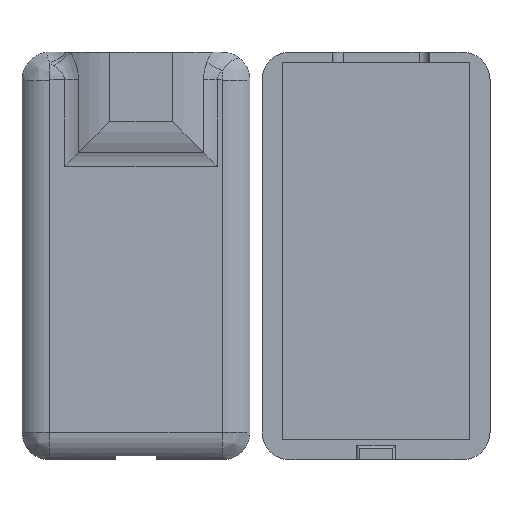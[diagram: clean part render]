
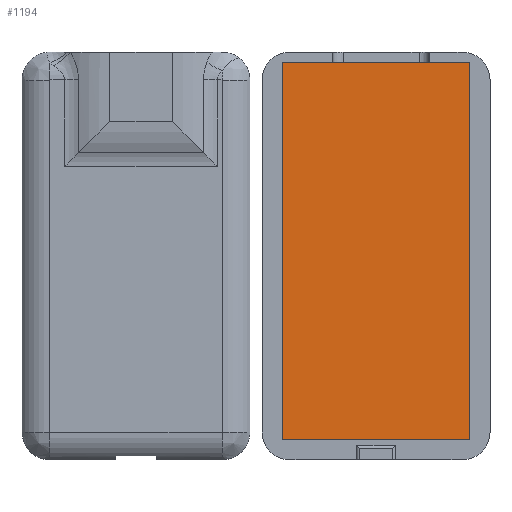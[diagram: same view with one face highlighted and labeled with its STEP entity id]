
A CAD part, top view. The second image highlights one B-rep face of the part: STEP entity #1194.
In plain terms, the highlighted planar face has unit normal (0, 0, 1).
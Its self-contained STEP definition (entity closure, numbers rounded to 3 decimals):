
#62=PLANE('',#1307);
#123=LINE('',#1885,#222);
#125=LINE('',#1889,#224);
#127=LINE('',#1893,#226);
#129=LINE('',#1896,#228);
#222=VECTOR('',#1536,10.);
#224=VECTOR('',#1540,10.);
#226=VECTOR('',#1544,10.);
#228=VECTOR('',#1548,10.);
#334=FACE_OUTER_BOUND('',#404,.T.);
#404=EDGE_LOOP('',(#951,#952,#953,#954));
#551=VERTEX_POINT('',#1882);
#552=VERTEX_POINT('',#1884);
#553=VERTEX_POINT('',#1888);
#554=VERTEX_POINT('',#1892);
#693=EDGE_CURVE('',#551,#552,#123,.T.);
#695=EDGE_CURVE('',#553,#552,#125,.T.);
#697=EDGE_CURVE('',#554,#553,#127,.T.);
#699=EDGE_CURVE('',#551,#554,#129,.T.);
#951=ORIENTED_EDGE('',*,*,#693,.F.);
#952=ORIENTED_EDGE('',*,*,#699,.T.);
#953=ORIENTED_EDGE('',*,*,#697,.T.);
#954=ORIENTED_EDGE('',*,*,#695,.T.);
#1194=ADVANCED_FACE('',(#334),#62,.T.);
#1307=AXIS2_PLACEMENT_3D('',#1895,#1546,#1547);
#1536=DIRECTION('',(1.,0.,0.));
#1540=DIRECTION('',(0.,1.,0.));
#1544=DIRECTION('',(1.,0.,0.));
#1546=DIRECTION('center_axis',(0.,0.,1.));
#1547=DIRECTION('ref_axis',(1.,0.,0.));
#1548=DIRECTION('',(0.,-1.,0.));
#1882=CARTESIAN_POINT('',(-0.25,37.,1.));
#1884=CARTESIAN_POINT('',(18.25,37.,1.));
#1885=CARTESIAN_POINT('',(-0.25,37.,1.));
#1888=CARTESIAN_POINT('',(18.25,-0.25,1.));
#1889=CARTESIAN_POINT('',(18.25,-0.25,1.));
#1892=CARTESIAN_POINT('',(-0.25,-0.25,1.));
#1893=CARTESIAN_POINT('',(-0.25,-0.25,1.));
#1895=CARTESIAN_POINT('Origin',(9.,17.875,1.));
#1896=CARTESIAN_POINT('',(-0.25,37.,1.));
